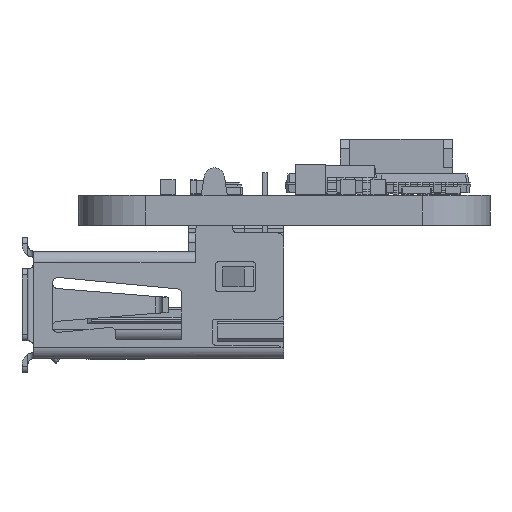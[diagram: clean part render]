
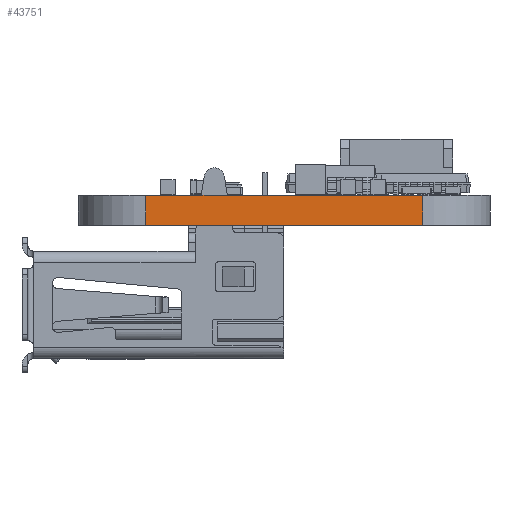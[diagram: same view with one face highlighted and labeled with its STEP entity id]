
A CAD part, left-side view. The second image highlights one B-rep face of the part: STEP entity #43751.
In plain terms, the highlighted planar face has unit normal (-1, 0, 0).
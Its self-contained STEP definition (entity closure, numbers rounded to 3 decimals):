
#43056 = VERTEX_POINT('',#43057);
#43057 = CARTESIAN_POINT('',(0.,-18.4,0.));
#43064 = EDGE_CURVE('',#43056,#43065,#43067,.T.);
#43065 = VERTEX_POINT('',#43066);
#43066 = CARTESIAN_POINT('',(0.,-3.6,0.));
#43067 = LINE('',#43068,#43069);
#43068 = CARTESIAN_POINT('',(0.,-18.4,0.));
#43069 = VECTOR('',#43070,1.);
#43070 = DIRECTION('',(0.,1.,0.));
#43424 = VERTEX_POINT('',#43425);
#43425 = CARTESIAN_POINT('',(0.,-18.4,1.6));
#43432 = EDGE_CURVE('',#43424,#43433,#43435,.T.);
#43433 = VERTEX_POINT('',#43434);
#43434 = CARTESIAN_POINT('',(0.,-3.6,1.6));
#43435 = LINE('',#43436,#43437);
#43436 = CARTESIAN_POINT('',(0.,-18.4,1.6));
#43437 = VECTOR('',#43438,1.);
#43438 = DIRECTION('',(0.,1.,0.));
#43721 = EDGE_CURVE('',#43065,#43433,#43722,.T.);
#43722 = LINE('',#43723,#43724);
#43723 = CARTESIAN_POINT('',(0.,-3.6,0.));
#43724 = VECTOR('',#43725,1.);
#43725 = DIRECTION('',(0.,0.,1.));
#43751 = ADVANCED_FACE('',(#43752),#43763,.T.);
#43752 = FACE_BOUND('',#43753,.T.);
#43753 = EDGE_LOOP('',(#43754,#43760,#43761,#43762));
#43754 = ORIENTED_EDGE('',*,*,#43755,.T.);
#43755 = EDGE_CURVE('',#43056,#43424,#43756,.T.);
#43756 = LINE('',#43757,#43758);
#43757 = CARTESIAN_POINT('',(0.,-18.4,0.));
#43758 = VECTOR('',#43759,1.);
#43759 = DIRECTION('',(0.,0.,1.));
#43760 = ORIENTED_EDGE('',*,*,#43432,.T.);
#43761 = ORIENTED_EDGE('',*,*,#43721,.F.);
#43762 = ORIENTED_EDGE('',*,*,#43064,.F.);
#43763 = PLANE('',#43764);
#43764 = AXIS2_PLACEMENT_3D('',#43765,#43766,#43767);
#43765 = CARTESIAN_POINT('',(0.,-18.4,0.));
#43766 = DIRECTION('',(-1.,0.,0.));
#43767 = DIRECTION('',(0.,1.,0.));
